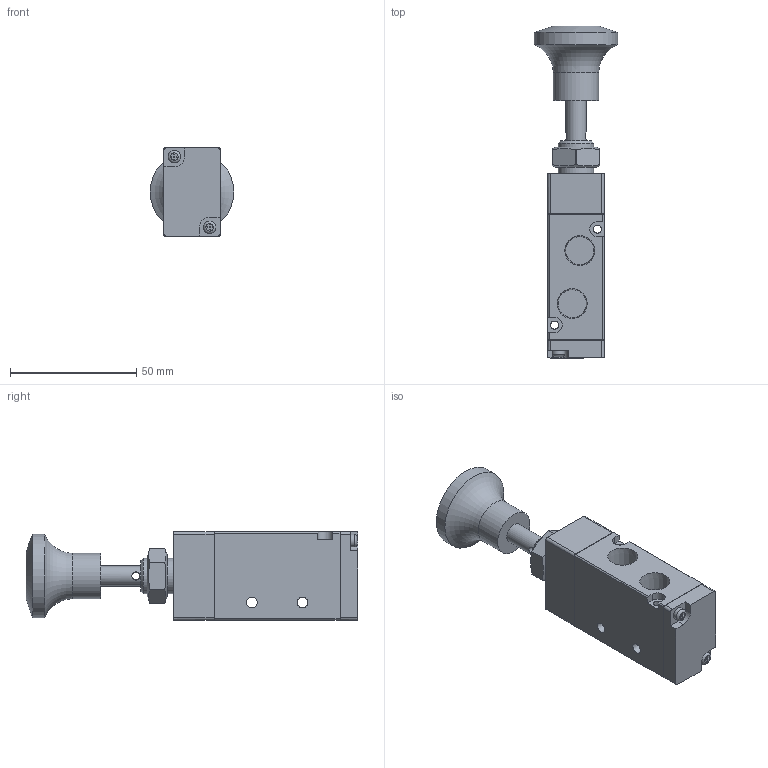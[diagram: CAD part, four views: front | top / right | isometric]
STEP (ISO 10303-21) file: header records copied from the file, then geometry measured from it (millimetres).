
FILE_DESCRIPTION( ( 'STEP AP203' ), '1' );
FILE_NAME( 'MVHD-220-4P.stp', '2020-04-30T13:33:28', ( 'License CC BY-ND 4.0' ), ( 'CADENAS' ), ' ', 'PARTsolutions', ' ' );
FILE_SCHEMA( ( 'CONFIG_CONTROL_DESIGN' ) );
Length unit declared in the file: millimetre
Products named in the file (1): _MVHD-220-4P
Bounding box: 33 x 131.5 x 35 mm (x, y, z)
Volume: 67631.2 mm3; surface area: 17569.2 mm2
Topology: 1 solids, 1 shells, 184 faces, 468 edges, 306 vertices
Faces by surface type: plane 138, cylinder 34, cone 8, torus 3, sphere 1
Full cylindrical faces by diameter (mm): 3.2 x3, 4.2 x2, 5 x2, 5.2 x2, 6 x2, 8 x1, 14 x2, 18 x1, 33 x1
Entity records: 5554 total; most frequent: CARTESIAN_POINT 1125, DIRECTION 888, ORIENTED_EDGE 868, EDGE_CURVE 434, LINE 322, VECTOR 322, VERTEX_POINT 300, AXIS2_PLACEMENT_3D 283
